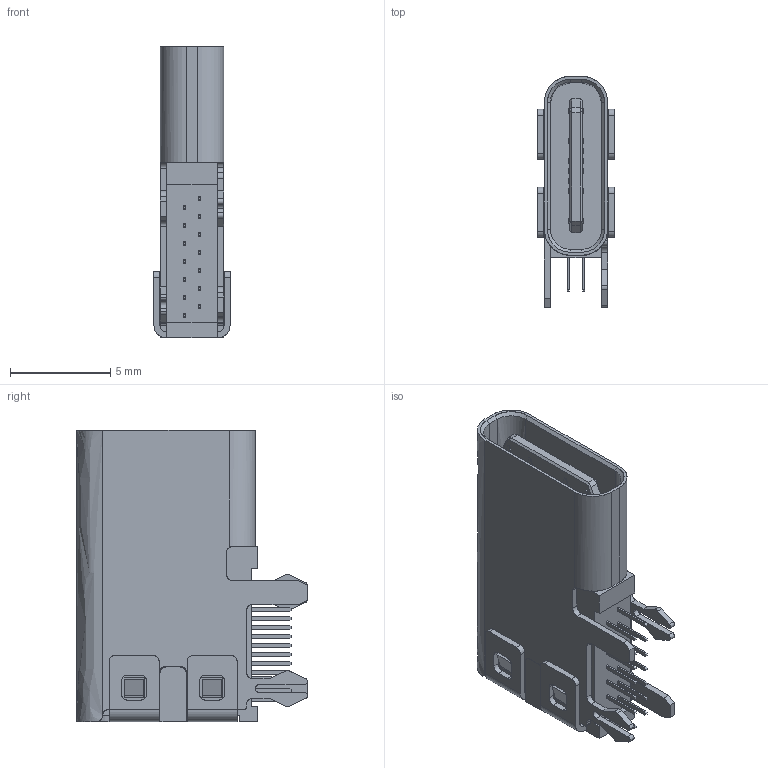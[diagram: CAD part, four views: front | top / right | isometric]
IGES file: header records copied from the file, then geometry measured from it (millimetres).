
Start section: SolidWorks IGES file using analytic representation for surfaces
Global section: file name: KUSBX-SLCS1N14-BTR.IGS; native system: SolidWorks 2018; preprocessor: SolidWorks 2018; author: Dan; date: 200109.075717; units: millimetre
Bounding box: 3.8 x 11.54 x 14.55 mm (x, y, z)
Surface area: 1038.2 mm2 (no closed solid volume)
Topology: 0 solids, 0 shells, 477 faces, 3234 edges, 3234 vertices
Faces by surface type: bspline 378, revolution 99
